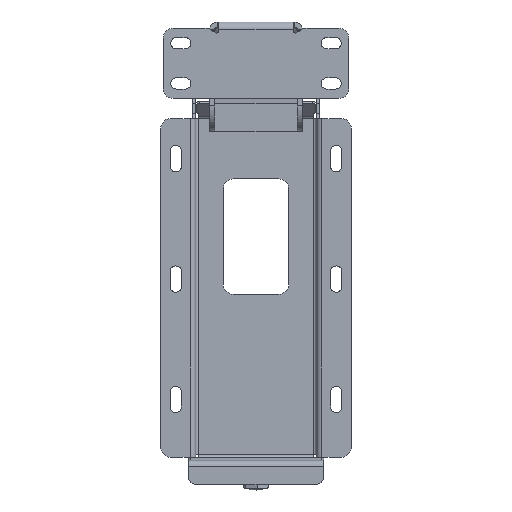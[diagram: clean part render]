
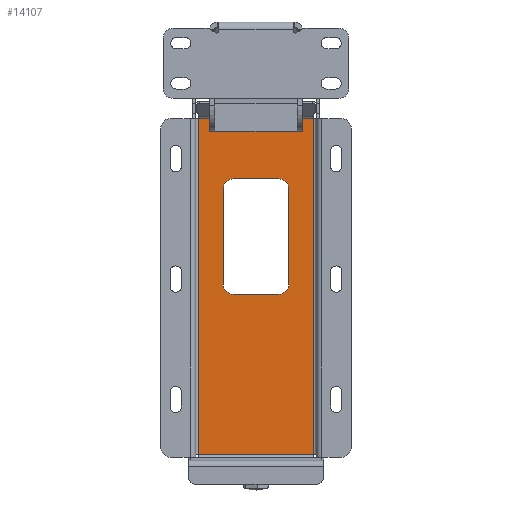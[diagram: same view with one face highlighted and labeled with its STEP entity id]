
A CAD part, top view. The second image highlights one B-rep face of the part: STEP entity #14107.
In plain terms, the highlighted planar face has unit normal (0, 0, 1).
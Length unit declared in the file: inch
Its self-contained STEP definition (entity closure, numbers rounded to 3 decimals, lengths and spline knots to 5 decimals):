
#192 = ORIENTED_EDGE ( 'NONE', *, *, #20163, .T. ) ;
#200 = VECTOR ( 'NONE', #6044, 39.37008 ) ;
#359 = AXIS2_PLACEMENT_3D ( 'NONE', #4228, #4195, #4170 ) ;
#1921 = ORIENTED_EDGE ( 'NONE', *, *, #9290, .T. ) ;
#2002 = DIRECTION ( 'NONE',  ( -1., 0., 0. ) ) ;
#2037 = DIRECTION ( 'NONE',  ( -1., 0., 0. ) ) ;
#2134 = CARTESIAN_POINT ( 'NONE',  ( 0.5625, -4.75, -2.4375 ) ) ;
#2724 = EDGE_CURVE ( 'NONE', #24960, #20548, #17043, .T. ) ;
#2881 = EDGE_CURVE ( 'NONE', #22499, #24340, #5472, .T. ) ;
#2917 = EDGE_CURVE ( 'NONE', #24340, #13470, #26818, .T. ) ;
#3110 = CARTESIAN_POINT ( 'NONE',  ( -0.8125, -2.125, -2.4375 ) ) ;
#3139 = FACE_OUTER_BOUND ( 'NONE', #6659, .T. ) ;
#3357 = CARTESIAN_POINT ( 'NONE',  ( 0.5625, -1.875, -2.4375 ) ) ;
#3368 = CIRCLE ( 'NONE', #21476, 0.25 ) ;
#3760 = DIRECTION ( 'NONE',  ( 0., 0., -1. ) ) ;
#4096 = CARTESIAN_POINT ( 'NONE',  ( 0.8125, -2.125, -2.4375 ) ) ;
#4133 = DIRECTION ( 'NONE',  ( 0., -1., 0. ) ) ;
#4170 = DIRECTION ( 'NONE',  ( -1., 0., 0. ) ) ;
#4195 = DIRECTION ( 'NONE',  ( 0., 0., -1. ) ) ;
#4228 = CARTESIAN_POINT ( 'NONE',  ( 0.5625, -2.125, -2.4375 ) ) ;
#4701 = CARTESIAN_POINT ( 'NONE',  ( 0.5625, -4.75, -2.4375 ) ) ;
#4709 = VERTEX_POINT ( 'NONE', #4701 ) ;
#5296 = ORIENTED_EDGE ( 'NONE', *, *, #21886, .T. ) ;
#5472 = CIRCLE ( 'NONE', #359, 0.25 ) ;
#5778 = LINE ( 'NONE', #9742, #11370 ) ;
#5990 = DIRECTION ( 'NONE',  ( -1., 0., 0. ) ) ;
#6044 = DIRECTION ( 'NONE',  ( 0., -1., 0. ) ) ;
#6164 = CARTESIAN_POINT ( 'NONE',  ( -1.438, -8.8125, -2.4375 ) ) ;
#6233 = VERTEX_POINT ( 'NONE', #15054 ) ;
#6463 = CIRCLE ( 'NONE', #8300, 0.25 ) ;
#6659 = EDGE_LOOP ( 'NONE', ( #1921, #5296, #19173, #20317 ) ) ;
#6780 = ORIENTED_EDGE ( 'NONE', *, *, #2917, .T. ) ;
#7404 = VECTOR ( 'NONE', #20114, 39.37008 ) ;
#7602 = VECTOR ( 'NONE', #5990, 39.37008 ) ;
#8300 = AXIS2_PLACEMENT_3D ( 'NONE', #16385, #3760, #18461 ) ;
#8463 = LINE ( 'NONE', #2134, #19558 ) ;
#8913 = ORIENTED_EDGE ( 'NONE', *, *, #23544, .T. ) ;
#9290 = EDGE_CURVE ( 'NONE', #24085, #10301, #26962, .T. ) ;
#9742 = CARTESIAN_POINT ( 'NONE',  ( -1.5, -8.7515, -2.4375 ) ) ;
#10205 = AXIS2_PLACEMENT_3D ( 'NONE', #10455, #10387, #10355 ) ;
#10301 = VERTEX_POINT ( 'NONE', #24303 ) ;
#10355 = DIRECTION ( 'NONE',  ( 1., 0., 0. ) ) ;
#10387 = DIRECTION ( 'NONE',  ( 0., 0., 1. ) ) ;
#10411 = VERTEX_POINT ( 'NONE', #20419 ) ;
#10423 = VECTOR ( 'NONE', #4133, 39.37008 ) ;
#10455 = CARTESIAN_POINT ( 'NONE',  ( -1.5, -8.8125, -2.4375 ) ) ;
#11014 = CARTESIAN_POINT ( 'NONE',  ( 0.5625, -4.5, -2.4375 ) ) ;
#11059 = EDGE_CURVE ( 'NONE', #4709, #6233, #8463, .T. ) ;
#11088 = PLANE ( 'NONE',  #10205 ) ;
#11222 = CARTESIAN_POINT ( 'NONE',  ( 1.438, -8.8125, -2.4375 ) ) ;
#11240 = DIRECTION ( 'NONE',  ( 0., 1., 0. ) ) ;
#11370 = VECTOR ( 'NONE', #22196, 39.37008 ) ;
#11722 = VECTOR ( 'NONE', #13935, 39.37008 ) ;
#12877 = EDGE_LOOP ( 'NONE', ( #22058, #6780, #20090, #14116, #23253, #19881, #192, #8913 ) ) ;
#13001 = LINE ( 'NONE', #3357, #7404 ) ;
#13135 = DIRECTION ( 'NONE',  ( -1., 0., 0. ) ) ;
#13470 = VERTEX_POINT ( 'NONE', #24336 ) ;
#13598 = AXIS2_PLACEMENT_3D ( 'NONE', #26847, #14661, #2002 ) ;
#13907 = CARTESIAN_POINT ( 'NONE',  ( -1.438, -0.375, -2.4375 ) ) ;
#13935 = DIRECTION ( 'NONE',  ( 0., 1., 0. ) ) ;
#14107 = ADVANCED_FACE ( 'NONE', ( #3139, #24603 ), #11088, .T. ) ;
#14116 = ORIENTED_EDGE ( 'NONE', *, *, #11059, .T. ) ;
#14661 = DIRECTION ( 'NONE',  ( 0., 0., -1. ) ) ;
#15054 = CARTESIAN_POINT ( 'NONE',  ( -0.5625, -4.75, -2.4375 ) ) ;
#16167 = VECTOR ( 'NONE', #11240, 39.37008 ) ;
#16385 = CARTESIAN_POINT ( 'NONE',  ( -0.5625, -4.5, -2.4375 ) ) ;
#17043 = LINE ( 'NONE', #6164, #200 ) ;
#18050 = CARTESIAN_POINT ( 'NONE',  ( -0.8125, -2.125, -2.4375 ) ) ;
#18138 = CARTESIAN_POINT ( 'NONE',  ( 0.8125, -2.125, -2.4375 ) ) ;
#18363 = CARTESIAN_POINT ( 'NONE',  ( -0.5625, -1.875, -2.4375 ) ) ;
#18461 = DIRECTION ( 'NONE',  ( -1., 0., 0. ) ) ;
#18521 = CIRCLE ( 'NONE', #13598, 0.25 ) ;
#18743 = LINE ( 'NONE', #20645, #7602 ) ;
#19173 = ORIENTED_EDGE ( 'NONE', *, *, #2724, .T. ) ;
#19184 = EDGE_CURVE ( 'NONE', #10411, #22450, #23963, .T. ) ;
#19558 = VECTOR ( 'NONE', #2037, 39.37008 ) ;
#19881 = ORIENTED_EDGE ( 'NONE', *, *, #19184, .T. ) ;
#20090 = ORIENTED_EDGE ( 'NONE', *, *, #24053, .T. ) ;
#20114 = DIRECTION ( 'NONE',  ( 1., 0., 0. ) ) ;
#20163 = EDGE_CURVE ( 'NONE', #22450, #20581, #18521, .T. ) ;
#20208 = CARTESIAN_POINT ( 'NONE',  ( -1.438, -8.7515, -2.4375 ) ) ;
#20317 = ORIENTED_EDGE ( 'NONE', *, *, #22591, .T. ) ;
#20419 = CARTESIAN_POINT ( 'NONE',  ( -0.8125, -4.5, -2.4375 ) ) ;
#20548 = VERTEX_POINT ( 'NONE', #20208 ) ;
#20581 = VERTEX_POINT ( 'NONE', #18363 ) ;
#20645 = CARTESIAN_POINT ( 'NONE',  ( -1.5, -0.375, -2.4375 ) ) ;
#21476 = AXIS2_PLACEMENT_3D ( 'NONE', #11014, #25408, #13135 ) ;
#21886 = EDGE_CURVE ( 'NONE', #10301, #24960, #18743, .T. ) ;
#22016 = CARTESIAN_POINT ( 'NONE',  ( 0.5625, -1.875, -2.4375 ) ) ;
#22058 = ORIENTED_EDGE ( 'NONE', *, *, #2881, .T. ) ;
#22196 = DIRECTION ( 'NONE',  ( 1., 0., 0. ) ) ;
#22450 = VERTEX_POINT ( 'NONE', #3110 ) ;
#22499 = VERTEX_POINT ( 'NONE', #22016 ) ;
#22591 = EDGE_CURVE ( 'NONE', #20548, #24085, #5778, .T. ) ;
#23253 = ORIENTED_EDGE ( 'NONE', *, *, #26502, .T. ) ;
#23404 = CARTESIAN_POINT ( 'NONE',  ( 1.438, -8.7515, -2.4375 ) ) ;
#23544 = EDGE_CURVE ( 'NONE', #20581, #22499, #13001, .T. ) ;
#23963 = LINE ( 'NONE', #18050, #11722 ) ;
#24053 = EDGE_CURVE ( 'NONE', #13470, #4709, #3368, .T. ) ;
#24085 = VERTEX_POINT ( 'NONE', #23404 ) ;
#24303 = CARTESIAN_POINT ( 'NONE',  ( 1.438, -0.375, -2.4375 ) ) ;
#24336 = CARTESIAN_POINT ( 'NONE',  ( 0.8125, -4.5, -2.4375 ) ) ;
#24340 = VERTEX_POINT ( 'NONE', #18138 ) ;
#24603 = FACE_BOUND ( 'NONE', #12877, .T. ) ;
#24960 = VERTEX_POINT ( 'NONE', #13907 ) ;
#25408 = DIRECTION ( 'NONE',  ( 0., 0., -1. ) ) ;
#26502 = EDGE_CURVE ( 'NONE', #6233, #10411, #6463, .T. ) ;
#26818 = LINE ( 'NONE', #4096, #10423 ) ;
#26847 = CARTESIAN_POINT ( 'NONE',  ( -0.5625, -2.125, -2.4375 ) ) ;
#26962 = LINE ( 'NONE', #11222, #16167 ) ;
